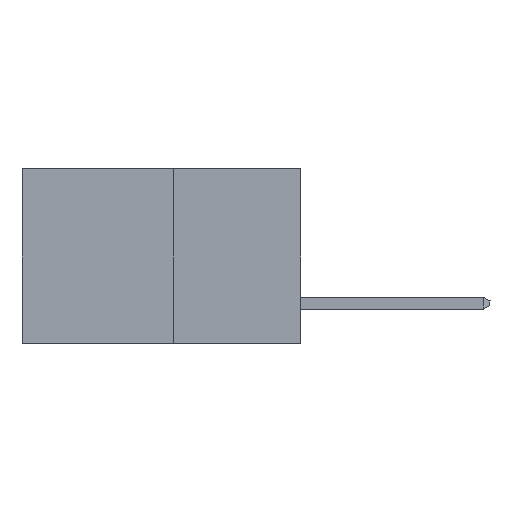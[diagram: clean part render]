
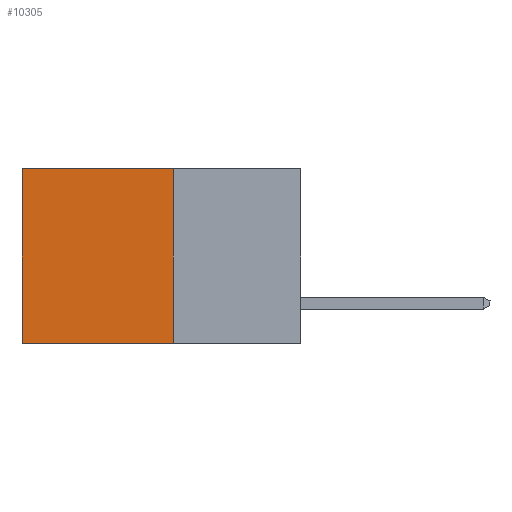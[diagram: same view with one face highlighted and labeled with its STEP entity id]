
A CAD part, left-side view. The second image highlights one B-rep face of the part: STEP entity #10305.
In plain terms, the highlighted planar face has unit normal (-1, 0, 0).
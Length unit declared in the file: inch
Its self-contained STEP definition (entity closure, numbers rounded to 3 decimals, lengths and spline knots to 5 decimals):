
#138 = VERTEX_POINT ( 'NONE', #2535 ) ;
#538 = DIRECTION ( 'NONE',  ( 0., 0., -1. ) ) ;
#564 = CARTESIAN_POINT ( 'NONE',  ( 0.277, 0.27, -0.37 ) ) ;
#909 = ORIENTED_EDGE ( 'NONE', *, *, #7219, .F. ) ;
#1405 = LINE ( 'NONE', #3322, #3089 ) ;
#1425 = CARTESIAN_POINT ( 'NONE',  ( 0.277, 0.27, -0.37 ) ) ;
#1782 = VERTEX_POINT ( 'NONE', #3734 ) ;
#2535 = CARTESIAN_POINT ( 'NONE',  ( 0.277, 0.27, 0. ) ) ;
#2725 = CARTESIAN_POINT ( 'NONE',  ( 0.277, 0.59, -0.37 ) ) ;
#2911 = ORIENTED_EDGE ( 'NONE', *, *, #6844, .T. ) ;
#2997 = PLANE ( 'NONE',  #3811 ) ;
#3089 = VECTOR ( 'NONE', #9077, 39.37008 ) ;
#3090 = VERTEX_POINT ( 'NONE', #2725 ) ;
#3322 = CARTESIAN_POINT ( 'NONE',  ( 0.277, 0.59, -0.37 ) ) ;
#3408 = VERTEX_POINT ( 'NONE', #5874 ) ;
#3734 = CARTESIAN_POINT ( 'NONE',  ( 0.277, 0.27, -0.37 ) ) ;
#3811 = AXIS2_PLACEMENT_3D ( 'NONE', #7838, #3823, #9412 ) ;
#3823 = DIRECTION ( 'NONE',  ( 1., 0., 0. ) ) ;
#3837 = LINE ( 'NONE', #564, #5977 ) ;
#4655 = DIRECTION ( 'NONE',  ( 0., 1., 0. ) ) ;
#5310 = ORIENTED_EDGE ( 'NONE', *, *, #6393, .T. ) ;
#5758 = CARTESIAN_POINT ( 'NONE',  ( 0.277, 0.27, 0. ) ) ;
#5874 = CARTESIAN_POINT ( 'NONE',  ( 0.277, 0.59, 0. ) ) ;
#5977 = VECTOR ( 'NONE', #4655, 39.37008 ) ;
#6393 = EDGE_CURVE ( 'NONE', #3408, #3090, #1405, .T. ) ;
#6449 = VECTOR ( 'NONE', #538, 39.37008 ) ;
#6844 = EDGE_CURVE ( 'NONE', #138, #3408, #9467, .T. ) ;
#7100 = EDGE_LOOP ( 'NONE', ( #5310, #909, #9306, #2911 ) ) ;
#7219 = EDGE_CURVE ( 'NONE', #1782, #3090, #3837, .T. ) ;
#7382 = VECTOR ( 'NONE', #9844, 39.37008 ) ;
#7568 = EDGE_CURVE ( 'NONE', #138, #1782, #8853, .T. ) ;
#7838 = CARTESIAN_POINT ( 'NONE',  ( 0.277, 0.27, -0.37 ) ) ;
#8853 = LINE ( 'NONE', #1425, #6449 ) ;
#9077 = DIRECTION ( 'NONE',  ( 0., 0., -1. ) ) ;
#9306 = ORIENTED_EDGE ( 'NONE', *, *, #7568, .F. ) ;
#9412 = DIRECTION ( 'NONE',  ( 0., 0., -1. ) ) ;
#9467 = LINE ( 'NONE', #5758, #7382 ) ;
#9844 = DIRECTION ( 'NONE',  ( 0., 1., 0. ) ) ;
#10216 = FACE_OUTER_BOUND ( 'NONE', #7100, .T. ) ;
#10305 = ADVANCED_FACE ( 'NONE', ( #10216 ), #2997, .F. ) ;
